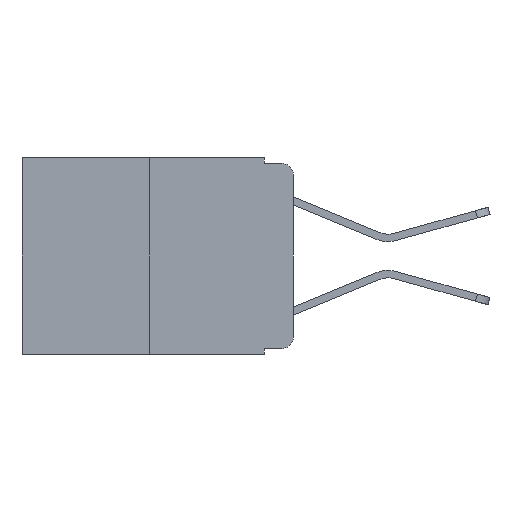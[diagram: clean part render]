
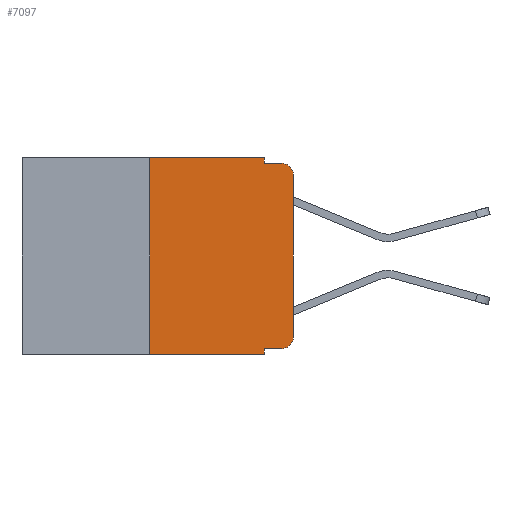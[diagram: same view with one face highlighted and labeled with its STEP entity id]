
A CAD part, left-side view. The second image highlights one B-rep face of the part: STEP entity #7097.
In plain terms, the highlighted planar face has unit normal (-1, 0, 0).
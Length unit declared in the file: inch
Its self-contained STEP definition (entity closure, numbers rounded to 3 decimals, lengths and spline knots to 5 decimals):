
#270 = ORIENTED_EDGE ( 'NONE', *, *, #3989, .T. ) ;
#410 = VERTEX_POINT ( 'NONE', #14721 ) ;
#556 = LINE ( 'NONE', #5483, #13194 ) ;
#895 = ORIENTED_EDGE ( 'NONE', *, *, #4009, .F. ) ;
#981 = VERTEX_POINT ( 'NONE', #6089 ) ;
#1010 = LINE ( 'NONE', #6187, #13532 ) ;
#1327 = DIRECTION ( 'NONE',  ( 0., 0., -1. ) ) ;
#1399 = EDGE_LOOP ( 'NONE', ( #270, #4345, #6532, #14857, #10298, #895, #3266, #6280, #10089, #15456 ) ) ;
#1911 = DIRECTION ( 'NONE',  ( 0., 0., -1. ) ) ;
#2224 = DIRECTION ( 'NONE',  ( 0., 0., -1. ) ) ;
#2528 = VERTEX_POINT ( 'NONE', #8125 ) ;
#2631 = VERTEX_POINT ( 'NONE', #8207 ) ;
#2704 = CARTESIAN_POINT ( 'NONE',  ( 0., 0.051, 0. ) ) ;
#2858 = CARTESIAN_POINT ( 'NONE',  ( 0., 0.051, -0.333 ) ) ;
#3266 = ORIENTED_EDGE ( 'NONE', *, *, #7403, .T. ) ;
#3413 = DIRECTION ( 'NONE',  ( 0., 0., -1. ) ) ;
#3482 = EDGE_CURVE ( 'NONE', #981, #410, #5386, .T. ) ;
#3512 = VERTEX_POINT ( 'NONE', #5633 ) ;
#3585 = DIRECTION ( 'NONE',  ( 0., 0., 1. ) ) ;
#3962 = EDGE_CURVE ( 'NONE', #410, #13088, #4996, .T. ) ;
#3989 = EDGE_CURVE ( 'NONE', #3512, #12133, #1010, .T. ) ;
#4009 = EDGE_CURVE ( 'NONE', #2631, #2528, #556, .T. ) ;
#4107 = EDGE_CURVE ( 'NONE', #12133, #13088, #12447, .T. ) ;
#4111 = EDGE_CURVE ( 'NONE', #10787, #4517, #15025, .T. ) ;
#4133 = EDGE_CURVE ( 'NONE', #10787, #10276, #9402, .T. ) ;
#4183 = EDGE_CURVE ( 'NONE', #10276, #3512, #14351, .T. ) ;
#4345 = ORIENTED_EDGE ( 'NONE', *, *, #4107, .T. ) ;
#4454 = CARTESIAN_POINT ( 'NONE',  ( 0., 0.051, -0.333 ) ) ;
#4517 = VERTEX_POINT ( 'NONE', #7664 ) ;
#4996 = LINE ( 'NONE', #13432, #7749 ) ;
#5010 = VECTOR ( 'NONE', #6469, 39.37008 ) ;
#5173 = LINE ( 'NONE', #11651, #8287 ) ;
#5315 = DIRECTION ( 'NONE',  ( -1., 0., 0. ) ) ;
#5386 = LINE ( 'NONE', #2704, #5010 ) ;
#5483 = CARTESIAN_POINT ( 'NONE',  ( 0., 0.25, 0. ) ) ;
#5633 = CARTESIAN_POINT ( 'NONE',  ( 0., 0., -0.313 ) ) ;
#5710 = DIRECTION ( 'NONE',  ( -1., 0., 0. ) ) ;
#5860 = DIRECTION ( 'NONE',  ( 0., -1., 0. ) ) ;
#5889 = AXIS2_PLACEMENT_3D ( 'NONE', #7200, #5315, #1911 ) ;
#5906 = VECTOR ( 'NONE', #9268, 39.37008 ) ;
#6089 = CARTESIAN_POINT ( 'NONE',  ( 0., 0.051, 0. ) ) ;
#6187 = CARTESIAN_POINT ( 'NONE',  ( 0., 0., 0. ) ) ;
#6280 = ORIENTED_EDGE ( 'NONE', *, *, #4111, .F. ) ;
#6281 = LINE ( 'NONE', #8051, #15024 ) ;
#6469 = DIRECTION ( 'NONE',  ( 0., 0., -1. ) ) ;
#6471 = FACE_OUTER_BOUND ( 'NONE', #1399, .T. ) ;
#6532 = ORIENTED_EDGE ( 'NONE', *, *, #3962, .F. ) ;
#7097 = ADVANCED_FACE ( 'NONE', ( #6471 ), #7600, .F. ) ;
#7200 = CARTESIAN_POINT ( 'NONE',  ( 0., 0.02, -0.03 ) ) ;
#7403 = EDGE_CURVE ( 'NONE', #2631, #4517, #6281, .T. ) ;
#7503 = EDGE_CURVE ( 'NONE', #2528, #981, #5173, .T. ) ;
#7600 = PLANE ( 'NONE',  #14837 ) ;
#7664 = CARTESIAN_POINT ( 'NONE',  ( 0., 0.051, -0.343 ) ) ;
#7749 = VECTOR ( 'NONE', #8669, 39.37008 ) ;
#7805 = DIRECTION ( 'NONE',  ( 0., 0., 1. ) ) ;
#8051 = CARTESIAN_POINT ( 'NONE',  ( 0., 0.473, -0.343 ) ) ;
#8125 = CARTESIAN_POINT ( 'NONE',  ( 0., 0.25, 0. ) ) ;
#8207 = CARTESIAN_POINT ( 'NONE',  ( 0., 0.25, -0.343 ) ) ;
#8287 = VECTOR ( 'NONE', #5860, 39.37008 ) ;
#8669 = DIRECTION ( 'NONE',  ( 0., -1., 0. ) ) ;
#8753 = CARTESIAN_POINT ( 'NONE',  ( 0., 0.051, 0. ) ) ;
#8793 = DIRECTION ( 'NONE',  ( 1., 0., 0. ) ) ;
#9210 = CARTESIAN_POINT ( 'NONE',  ( 0., 0.02, -0.313 ) ) ;
#9268 = DIRECTION ( 'NONE',  ( 0., -1., 0. ) ) ;
#9351 = CARTESIAN_POINT ( 'NONE',  ( 0., 0.02, -0.333 ) ) ;
#9402 = LINE ( 'NONE', #2858, #5906 ) ;
#10089 = ORIENTED_EDGE ( 'NONE', *, *, #4133, .T. ) ;
#10276 = VERTEX_POINT ( 'NONE', #9351 ) ;
#10298 = ORIENTED_EDGE ( 'NONE', *, *, #7503, .F. ) ;
#10787 = VERTEX_POINT ( 'NONE', #4454 ) ;
#11345 = AXIS2_PLACEMENT_3D ( 'NONE', #9210, #5710, #3413 ) ;
#11651 = CARTESIAN_POINT ( 'NONE',  ( 0., 0.473, 0. ) ) ;
#11654 = CARTESIAN_POINT ( 'NONE',  ( 0., 0., -0.03 ) ) ;
#11795 = CARTESIAN_POINT ( 'NONE',  ( 0., 0.02, -0.01 ) ) ;
#12101 = VECTOR ( 'NONE', #2224, 39.37008 ) ;
#12133 = VERTEX_POINT ( 'NONE', #11654 ) ;
#12447 = CIRCLE ( 'NONE', #5889, 0.02 ) ;
#13088 = VERTEX_POINT ( 'NONE', #11795 ) ;
#13194 = VECTOR ( 'NONE', #3585, 39.37008 ) ;
#13432 = CARTESIAN_POINT ( 'NONE',  ( 0., 0.051, -0.01 ) ) ;
#13532 = VECTOR ( 'NONE', #7805, 39.37008 ) ;
#14351 = CIRCLE ( 'NONE', #11345, 0.02 ) ;
#14721 = CARTESIAN_POINT ( 'NONE',  ( 0., 0.051, -0.01 ) ) ;
#14837 = AXIS2_PLACEMENT_3D ( 'NONE', #15516, #8793, #1327 ) ;
#14857 = ORIENTED_EDGE ( 'NONE', *, *, #3482, .F. ) ;
#14863 = DIRECTION ( 'NONE',  ( 0., -1., 0. ) ) ;
#15024 = VECTOR ( 'NONE', #14863, 39.37008 ) ;
#15025 = LINE ( 'NONE', #8753, #12101 ) ;
#15456 = ORIENTED_EDGE ( 'NONE', *, *, #4183, .T. ) ;
#15516 = CARTESIAN_POINT ( 'NONE',  ( 0., 0.473, 0. ) ) ;
